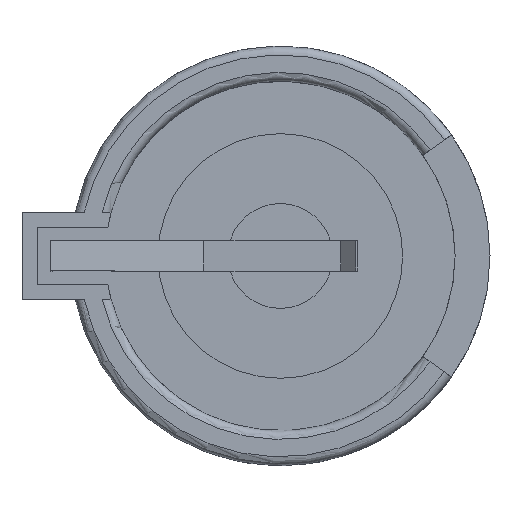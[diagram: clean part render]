
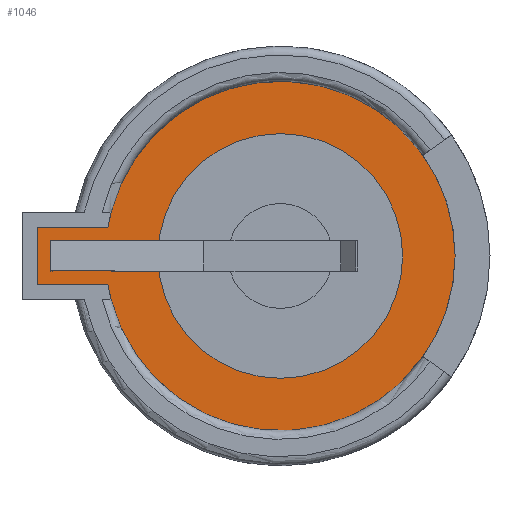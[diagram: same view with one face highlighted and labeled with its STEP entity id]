
A CAD part, top view. The second image highlights one B-rep face of the part: STEP entity #1046.
In plain terms, the highlighted planar face has unit normal (0, 0, 1).
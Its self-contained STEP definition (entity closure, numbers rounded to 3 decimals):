
#13=DIRECTION('',(0.,0.,1.));
#34=VECTOR('',#35,1.);
#35=DIRECTION('',(0.,-1.,0.));
#47=DIRECTION('',(1.,0.,0.));
#58=VECTOR('',#59,1.);
#59=DIRECTION('',(-1.,0.,0.));
#140=VECTOR('',#47,1.);
#249=DIRECTION('',(0.,1.,0.));
#556=CARTESIAN_POINT('',(3.999,2.9,3.64));
#566=CARTESIAN_POINT('',(3.999,-2.9,3.64));
#583=VERTEX_POINT('',#584);
#584=CARTESIAN_POINT('',(3.787,1.9,3.64));
#587=EDGE_CURVE('',#588,#583,#589,.T.);
#588=VERTEX_POINT('',#556);
#589=CIRCLE('',#590,11.57);
#590=AXIS2_PLACEMENT_3D('',#591,#13,#47);
#591=CARTESIAN_POINT('',(15.2,0.,3.64));
#593=EDGE_CURVE('',#594,#588,#589,.T.);
#594=VERTEX_POINT('',#595);
#595=CARTESIAN_POINT('',(26.77,0.,3.64));
#597=EDGE_CURVE('',#598,#594,#589,.T.);
#598=VERTEX_POINT('',#566);
#600=EDGE_CURVE('',#601,#598,#589,.T.);
#601=VERTEX_POINT('',#602);
#602=CARTESIAN_POINT('',(3.787,-1.9,3.64));
#611=ORIENTED_EDGE('',*,*,#612,.F.);
#612=EDGE_CURVE('',#613,#583,#615,.T.);
#613=VERTEX_POINT('',#614);
#614=CARTESIAN_POINT('',(-0.9,1.9,3.64));
#615=LINE('',#614,#140);
#624=ORIENTED_EDGE('',*,*,#625,.F.);
#625=EDGE_CURVE('',#626,#613,#628,.T.);
#626=VERTEX_POINT('',#627);
#627=CARTESIAN_POINT('',(-0.9,-1.9,3.64));
#628=LINE('',#627,#629);
#629=VECTOR('',#249,1.);
#639=ORIENTED_EDGE('',*,*,#640,.F.);
#640=EDGE_CURVE('',#601,#626,#641,.T.);
#641=LINE('',#642,#58);
#642=CARTESIAN_POINT('',(14.3,-1.9,3.64));
#1005=DIRECTION('',(0.,1.,0.));
#1046=ADVANCED_FACE('',(#1047,#1053,#1080),#1087,.T.);
#1047=FACE_BOUND('',#1048,.T.);
#1048=EDGE_LOOP('',(#1049,#611,#624,#639,#1050,#1051,#1052));
#1049=ORIENTED_EDGE('',*,*,#587,.T.);
#1050=ORIENTED_EDGE('',*,*,#600,.T.);
#1051=ORIENTED_EDGE('',*,*,#597,.T.);
#1052=ORIENTED_EDGE('',*,*,#593,.T.);
#1053=FACE_BOUND('',#1054,.T.);
#1054=EDGE_LOOP('',(#1055,#1064,#1070,#1076));
#1055=ORIENTED_EDGE('',*,*,#1056,.F.);
#1056=EDGE_CURVE('',#1057,#1059,#1061,.T.);
#1057=VERTEX_POINT('',#1058);
#1058=CARTESIAN_POINT('',(0.1,-1.,3.64));
#1059=VERTEX_POINT('',#1060);
#1060=CARTESIAN_POINT('',(0.1,1.,3.64));
#1061=LINE('',#1062,#1063);
#1062=CARTESIAN_POINT('',(0.1,0.,3.64));
#1063=VECTOR('',#1005,1.);
#1064=ORIENTED_EDGE('',*,*,#1065,.T.);
#1065=EDGE_CURVE('',#1057,#1066,#1068,.T.);
#1066=VERTEX_POINT('',#1067);
#1067=CARTESIAN_POINT('',(0.,-1.,3.64));
#1068=LINE('',#1069,#58);
#1069=CARTESIAN_POINT('',(10.634,-1.,3.64));
#1070=ORIENTED_EDGE('',*,*,#1071,.F.);
#1071=EDGE_CURVE('',#1072,#1066,#1074,.T.);
#1072=VERTEX_POINT('',#1073);
#1073=CARTESIAN_POINT('',(0.,1.,3.64));
#1074=LINE('',#1075,#34);
#1075=CARTESIAN_POINT('',(0.,0.5,3.64));
#1076=ORIENTED_EDGE('',*,*,#1077,.F.);
#1077=EDGE_CURVE('',#1059,#1072,#1078,.T.);
#1078=LINE('',#1079,#58);
#1079=CARTESIAN_POINT('',(10.634,1.,3.64));
#1080=FACE_BOUND('',#1081,.T.);
#1081=EDGE_LOOP('',(#1082));
#1082=ORIENTED_EDGE('',*,*,#1083,.F.);
#1083=EDGE_CURVE('',#1084,#1084,#1086,.T.);
#1084=VERTEX_POINT('',#1085);
#1085=CARTESIAN_POINT('',(23.299,0.,3.64));
#1086=CIRCLE('',#590,8.099);
#1087=PLANE('',#1088);
#1088=AXIS2_PLACEMENT_3D('',#1089,#13,#47);
#1089=CARTESIAN_POINT('',(13.266,0.,3.64));
